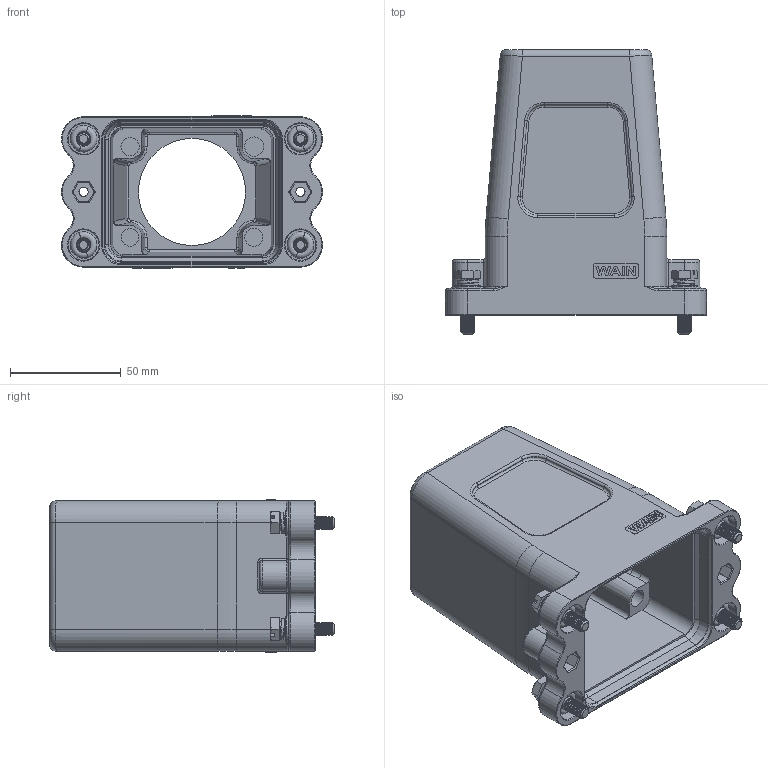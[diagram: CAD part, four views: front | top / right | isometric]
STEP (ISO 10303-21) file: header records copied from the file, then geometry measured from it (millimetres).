
FILE_DESCRIPTION((''),'2;1');
FILE_NAME('2970000004973_02-S_HP1T_H-TEH-4','2023-10-07T',('13843'),(''),'PRO/ENGINEER BY PARAMETRIC TECHNOLOGY CORPORATION, 2012480','PRO/ENGINEER BY PARAMETRIC TECHNOLOGY CORPORATION, 2012480','');
FILE_SCHEMA(('CONFIG_CONTROL_DESIGN'));
Products named in the file (1): 2970000004973_02-S_HP1T_H-TEH-4
Bounding box: 118 x 128.7 x 68.95 mm (x, y, z)
Volume: 226712.9 mm3; surface area: 81340.6 mm2
Topology: 1 solids, 1 shells, 798 faces, 2102 edges, 1342 vertices
Faces by surface type: cylinder 299, plane 265, torus 104, bspline 80, cone 46, sphere 4
Entity records: 48521 total; most frequent: CARTESIAN_POINT 23180, ORIENTED_EDGE 4196, DIRECTION 3654, PRESENTATION_STYLE_ASSIGNMENT 2099, STYLED_ITEM 2099, CURVE_STYLE 2098, EDGE_CURVE 2098, AXIS2_PLACEMENT_3D 1348
